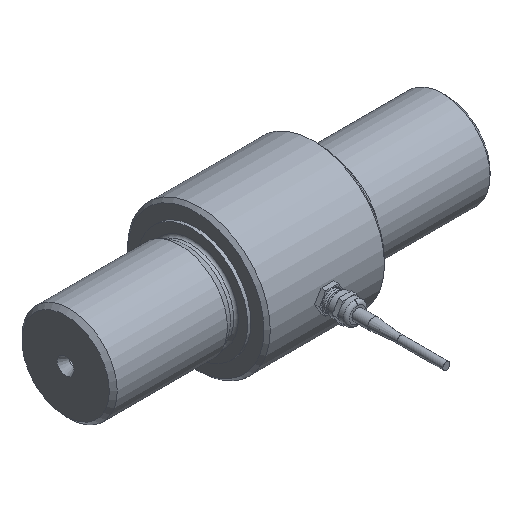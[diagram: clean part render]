
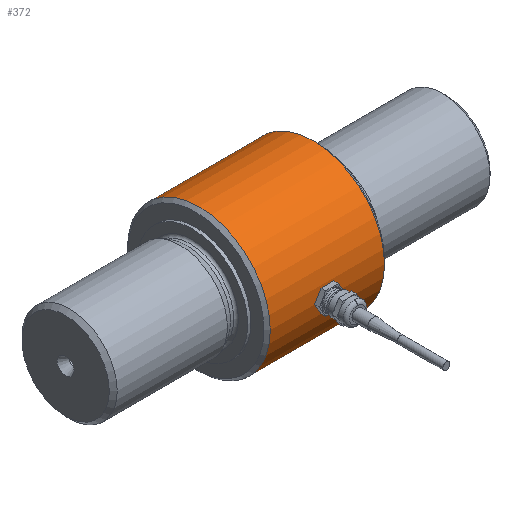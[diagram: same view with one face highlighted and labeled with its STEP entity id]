
A CAD part, isometric view. The second image highlights one B-rep face of the part: STEP entity #372.
In plain terms, the highlighted cylindrical face has radius 45 mm (diameter 90 mm), a full revolution.
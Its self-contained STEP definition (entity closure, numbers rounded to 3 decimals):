
#372 = ADVANCED_FACE( '', ( #735, #736 ), #737, .T. );
#735 = FACE_OUTER_BOUND( '', #1074, .T. );
#736 = FACE_OUTER_BOUND( '', #1075, .T. );
#737 = CYLINDRICAL_SURFACE( '', #1076, 45. );
#1074 = EDGE_LOOP( '', ( #1812 ) );
#1075 = EDGE_LOOP( '', ( #1813 ) );
#1076 = AXIS2_PLACEMENT_3D( '', #1814, #1815, #1816 );
#1812 = ORIENTED_EDGE( '', *, *, #1983, .T. );
#1813 = ORIENTED_EDGE( '', *, *, #1942, .T. );
#1814 = CARTESIAN_POINT( '', ( -45.9, 0., 0. ) );
#1815 = DIRECTION( '', ( 1., 0., 0. ) );
#1816 = DIRECTION( '', ( 0., 0., 1. ) );
#1942 = EDGE_CURVE( '', #2286, #2286, #2287, .T. );
#1983 = EDGE_CURVE( '', #2352, #2352, #2353, .T. );
#2286 = VERTEX_POINT( '', #3383 );
#2287 = CIRCLE( '', #3384, 45. );
#2352 = VERTEX_POINT( '', #3516 );
#2353 = CIRCLE( '', #3517, 45. );
#3383 = CARTESIAN_POINT( '', ( -36., 0., -45. ) );
#3384 = AXIS2_PLACEMENT_3D( '', #4011, #4012, #4013 );
#3516 = CARTESIAN_POINT( '', ( 36., 0., 45. ) );
#3517 = AXIS2_PLACEMENT_3D( '', #4053, #4054, #4055 );
#4011 = CARTESIAN_POINT( '', ( -36., 0., 0. ) );
#4012 = DIRECTION( '', ( 1., 0., 0. ) );
#4013 = DIRECTION( '', ( 0., 0., -1. ) );
#4053 = CARTESIAN_POINT( '', ( 36., 0., 0. ) );
#4054 = DIRECTION( '', ( -1., 0., 0. ) );
#4055 = DIRECTION( '', ( 0., 0., 1. ) );
